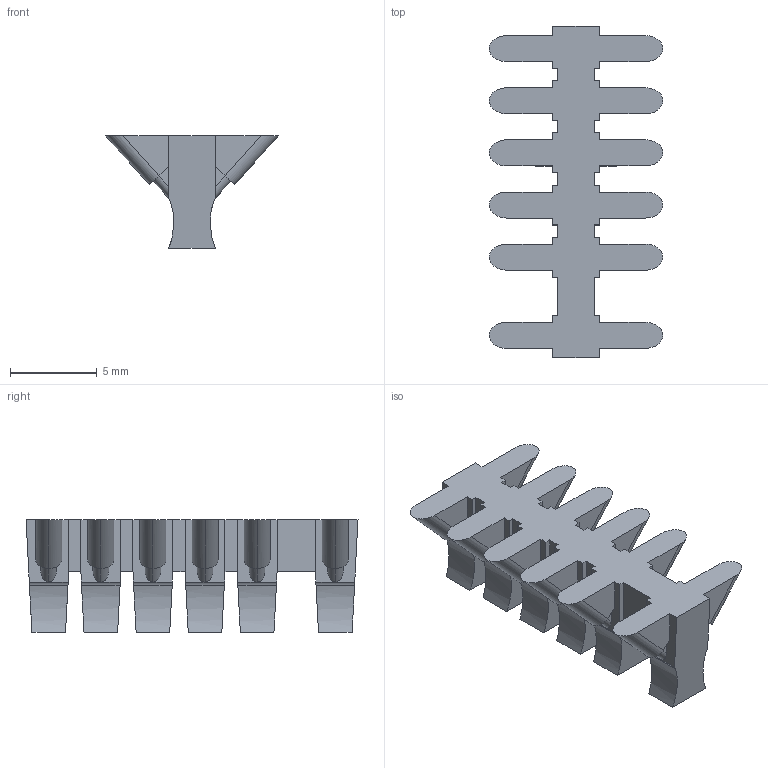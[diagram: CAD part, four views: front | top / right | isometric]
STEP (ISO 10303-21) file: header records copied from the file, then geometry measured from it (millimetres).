
FILE_DESCRIPTION (( 'STEP AP214' ), '1' );
FILE_NAME ('socket_negative.STEP', '2014-09-29T03:11:06', ( '' ), ( '' ), 'SwSTEP 2.0', 'SolidWorks 2012', '' );
FILE_SCHEMA (( 'AUTOMOTIVE_DESIGN' ));
Length unit declared in the file: millimetre
Products named in the file (1): socket_negative
Bounding box: 10 x 19.11 x 6.5 mm (x, y, z)
Volume: 356.8 mm3; surface area: 664.6 mm2
Topology: 1 solids, 1 shells, 198 faces, 550 edges, 354 vertices
Faces by surface type: plane 138, cylinder 60
Entity records: 6220 total; most frequent: CARTESIAN_POINT 1373, ORIENTED_EDGE 1100, DIRECTION 894, EDGE_CURVE 550, VECTOR 424, LINE 424, VERTEX_POINT 354, AXIS2_PLACEMENT_3D 235
